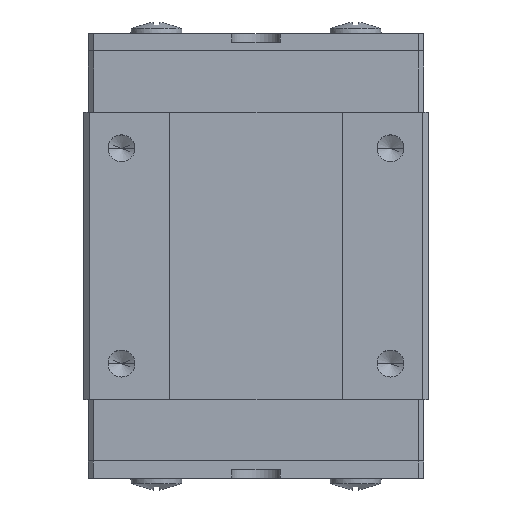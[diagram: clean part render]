
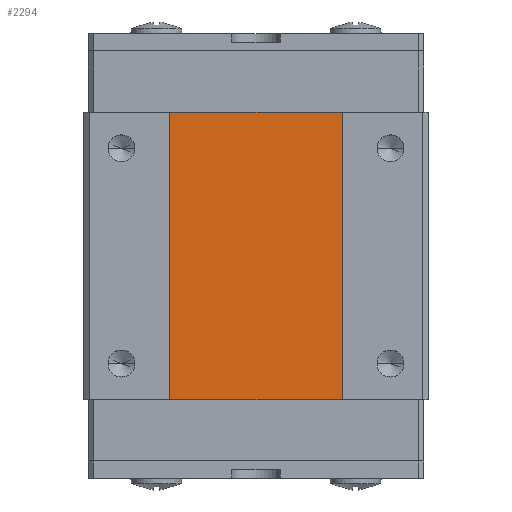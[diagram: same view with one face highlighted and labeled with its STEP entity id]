
A CAD part, top view. The second image highlights one B-rep face of the part: STEP entity #2294.
In plain terms, the highlighted planar face has unit normal (0, 0, 1).
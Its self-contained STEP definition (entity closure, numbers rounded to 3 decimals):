
#85 = DIRECTION ( 'NONE',  ( 1., 0., 0. ) ) ;
#132 = PLANE ( 'NONE',  #807 ) ;
#276 = VERTEX_POINT ( 'NONE', #285 ) ;
#285 = CARTESIAN_POINT ( 'NONE',  ( 8., 33.301, 15.75 ) ) ;
#541 = EDGE_LOOP ( 'NONE', ( #4671, #4158, #4371, #3333 ) ) ;
#668 = LINE ( 'NONE', #3335, #4488 ) ;
#756 = DIRECTION ( 'NONE',  ( 0., 0., 1. ) ) ;
#807 = AXIS2_PLACEMENT_3D ( 'NONE', #3387, #756, #3871 ) ;
#838 = LINE ( 'NONE', #3960, #4255 ) ;
#1408 = CARTESIAN_POINT ( 'NONE',  ( 8., 60.001, 15.75 ) ) ;
#1864 = VERTEX_POINT ( 'NONE', #2910 ) ;
#1876 = LINE ( 'NONE', #2460, #2398 ) ;
#2015 = CARTESIAN_POINT ( 'NONE',  ( -8., 60.001, 15.75 ) ) ;
#2281 = FACE_OUTER_BOUND ( 'NONE', #541, .T. ) ;
#2294 = ADVANCED_FACE ( 'NONE', ( #2281 ), #132, .T. ) ;
#2398 = VECTOR ( 'NONE', #4563, 1000. ) ;
#2460 = CARTESIAN_POINT ( 'NONE',  ( -8., 46.651, 15.75 ) ) ;
#2910 = CARTESIAN_POINT ( 'NONE',  ( -8., 33.301, 15.75 ) ) ;
#3331 = VERTEX_POINT ( 'NONE', #1408 ) ;
#3333 = ORIENTED_EDGE ( 'NONE', *, *, #4482, .F. ) ;
#3335 = CARTESIAN_POINT ( 'NONE',  ( 0., 60.001, 15.75 ) ) ;
#3387 = CARTESIAN_POINT ( 'NONE',  ( 0., 46.651, 15.75 ) ) ;
#3871 = DIRECTION ( 'NONE',  ( 1., 0., 0. ) ) ;
#3960 = CARTESIAN_POINT ( 'NONE',  ( 8., 46.651, 15.75 ) ) ;
#4036 = VECTOR ( 'NONE', #6392, 1000. ) ;
#4144 = EDGE_CURVE ( 'NONE', #3331, #276, #838, .T. ) ;
#4158 = ORIENTED_EDGE ( 'NONE', *, *, #5189, .F. ) ;
#4255 = VECTOR ( 'NONE', #5504, 1000. ) ;
#4371 = ORIENTED_EDGE ( 'NONE', *, *, #5959, .F. ) ;
#4482 = EDGE_CURVE ( 'NONE', #276, #1864, #5839, .T. ) ;
#4488 = VECTOR ( 'NONE', #85, 1000. ) ;
#4563 = DIRECTION ( 'NONE',  ( 0., 1., 0. ) ) ;
#4671 = ORIENTED_EDGE ( 'NONE', *, *, #4144, .F. ) ;
#5189 = EDGE_CURVE ( 'NONE', #5680, #3331, #668, .T. ) ;
#5323 = CARTESIAN_POINT ( 'NONE',  ( 0., 33.301, 15.75 ) ) ;
#5504 = DIRECTION ( 'NONE',  ( 0., -1., 0. ) ) ;
#5680 = VERTEX_POINT ( 'NONE', #2015 ) ;
#5839 = LINE ( 'NONE', #5323, #4036 ) ;
#5959 = EDGE_CURVE ( 'NONE', #1864, #5680, #1876, .T. ) ;
#6392 = DIRECTION ( 'NONE',  ( -1., 0., 0. ) ) ;
